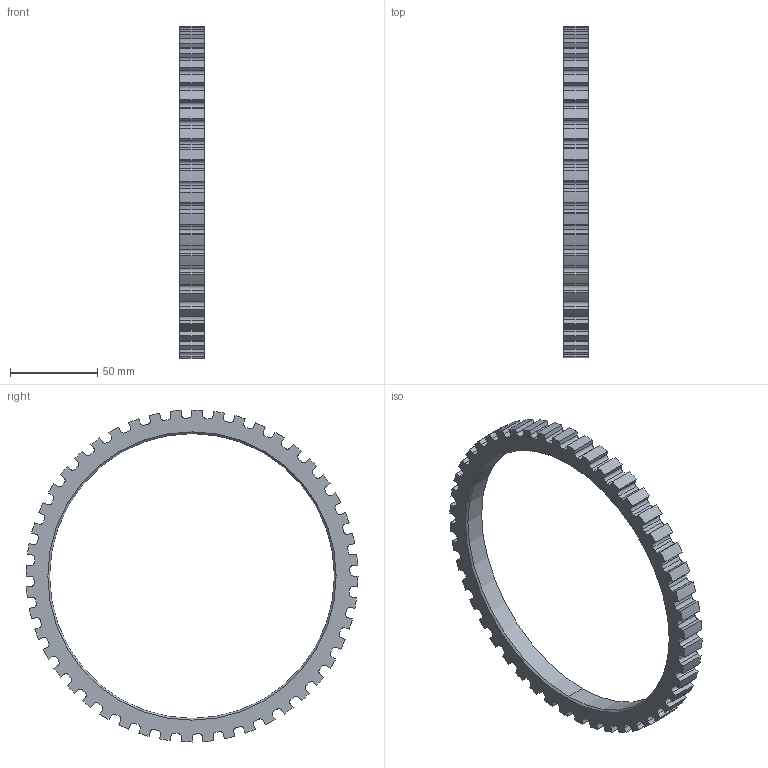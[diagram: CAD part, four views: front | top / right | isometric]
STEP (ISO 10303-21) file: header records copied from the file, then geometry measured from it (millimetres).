
FILE_DESCRIPTION (( 'STEP AP214' ), '1' );
FILE_NAME ('K1200LT-Rear-ABS-Ring-48T.STEP', '2021-08-19T09:54:18', ( '' ), ( '' ), 'SwSTEP 2.0', 'SolidWorks 2020', '' );
FILE_SCHEMA (( 'AUTOMOTIVE_DESIGN' ));
Length unit declared in the file: millimetre
Products named in the file (1): K1200LT-Rear-ABS-Ring-48T
Bounding box: 14 x 190 x 190 mm (x, y, z)
Volume: 79491.7 mm3; surface area: 32580.5 mm2
Topology: 1 solids, 1 shells, 320 faces, 949 edges, 632 vertices
Faces by surface type: cylinder 171, plane 147, cone 2
Entity records: 10859 total; most frequent: DIRECTION 1935, CARTESIAN_POINT 1902, ORIENTED_EDGE 1898, EDGE_CURVE 949, AXIS2_PLACEMENT_3D 665, VERTEX_POINT 632, LINE 605, VECTOR 605
